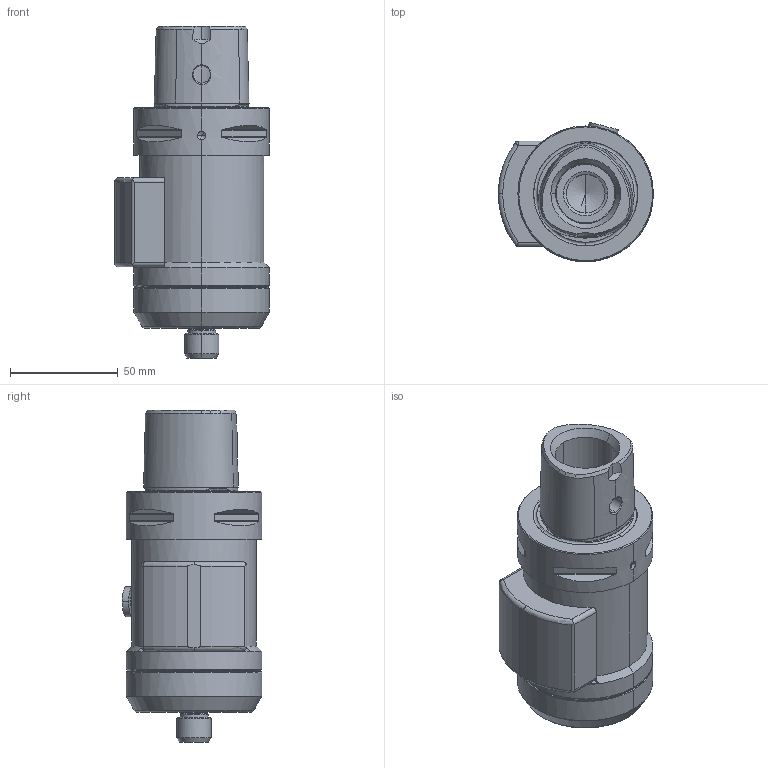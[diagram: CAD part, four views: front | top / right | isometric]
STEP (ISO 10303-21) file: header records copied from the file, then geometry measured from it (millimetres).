
FILE_DESCRIPTION(('CATIA V5 STEP','CAx-IF Rec.Pracs.--- Model Styling and Organization---1.2---2011-12-15'),'2;1');
FILE_NAME('TJS XXK C6X .stp','2015-10-20T07:20:49+00:00',('none'),('none'),'CATIA Version 5 Release 21 SP 5 (IN-10)','CATIA V5 STEP AP214','none');
FILE_SCHEMA(('AUTOMOTIVE_DESIGN { 1 0 10303 214 1 1 1 1 }'));
Length unit declared in the file: millimetre
Products named in the file (1): TJS XXK C6X 
Bounding box: 72 x 64.88 x 154.3 mm (x, y, z)
Volume: 346061.1 mm3; surface area: 41002.8 mm2
Topology: 1 solids, 1 shells, 176 faces, 437 edges, 266 vertices
Faces by surface type: cylinder 50, cone 49, plane 37, bspline 24, torus 14, sphere 2
Entity records: 8139 total; most frequent: CARTESIAN_POINT 4455, ORIENTED_EDGE 854, DIRECTION 550, EDGE_CURVE 427, AXIS2_PLACEMENT_3D 268, VERTEX_POINT 266, EDGE_LOOP 191, B_SPLINE_CURVE_WITH_KNOTS 187
